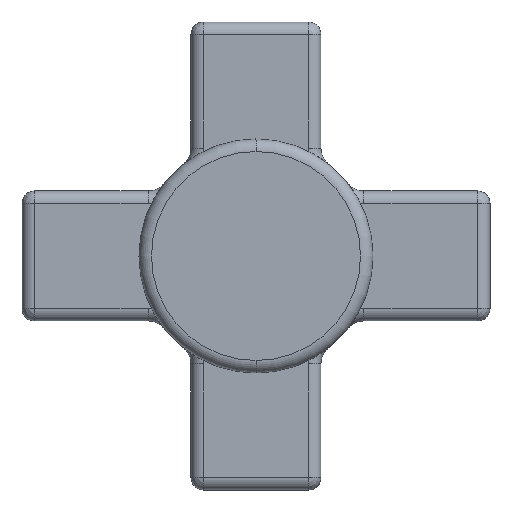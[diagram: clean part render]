
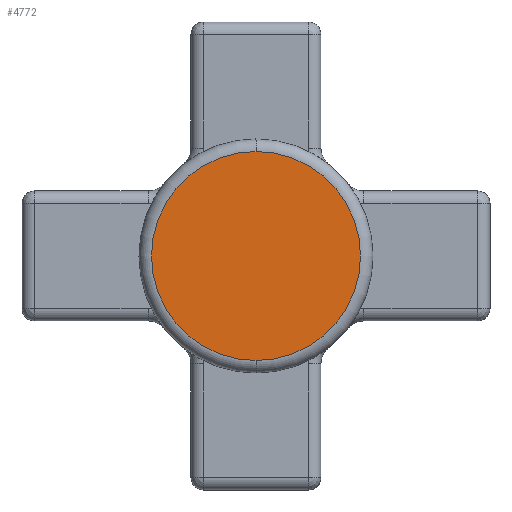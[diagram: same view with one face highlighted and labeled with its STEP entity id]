
A CAD part, front view. The second image highlights one B-rep face of the part: STEP entity #4772.
In plain terms, the highlighted planar face has unit normal (0, -1, 0).
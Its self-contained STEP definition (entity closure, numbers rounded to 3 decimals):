
#4739=CARTESIAN_POINT('POINT199',(-0.251,-0.625,0.));
#4740=VERTEX_POINT('VERTEX199',#4739);
#4741=CARTESIAN_POINT('POINT200',(0.,-0.625,
   0.251));
#4742=VERTEX_POINT('VERTEX200',#4741);
#4743=CARTESIAN_POINT('POS266',(0.,-0.625,0.));
#4744=DIRECTION('DIR449',(0.,1.,0.));
#4745=DIRECTION('DIR450',(0.,0.,1.));
#4746=AXIS2_PLACEMENT_3D('AXIS184',#4743,#4744,#4745);
#4747=CIRCLE('ELLIPSE109',#4746,0.251);
#4748=EDGE_CURVE('EDGE305',#4740,#4742,#4747,.T.);
#4749=ORIENTED_EDGE('COEDGE485',*,*,#4748,.F.);
#4750=CARTESIAN_POINT('POINT201',(0.,-0.625,
   -0.251));
#4751=VERTEX_POINT('VERTEX201',#4750);
#4752=CARTESIAN_POINT('POS267',(0.,-0.625,0.));
#4753=DIRECTION('DIR451',(0.,1.,0.));
#4754=DIRECTION('DIR452',(0.,0.,1.));
#4755=AXIS2_PLACEMENT_3D('AXIS185',#4752,#4753,#4754);
#4756=CIRCLE('ELLIPSE110',#4755,0.251);
#4757=EDGE_CURVE('EDGE306',#4751,#4740,#4756,.T.);
#4758=ORIENTED_EDGE('COEDGE486',*,*,#4757,.F.);
#4759=CARTESIAN_POINT('POINT202',(0.251,-0.625,
   0.));
#4760=VERTEX_POINT('VERTEX202',#4759);
#4761=EDGE_CURVE('EDGE307',#4760,#4751,#4756,.T.);
#4762=ORIENTED_EDGE('COEDGE487',*,*,#4761,.F.);
#4763=EDGE_CURVE('EDGE308',#4742,#4760,#4747,.T.);
#4764=ORIENTED_EDGE('COEDGE488',*,*,#4763,.F.);
#4765=EDGE_LOOP('NONE',(#4749,#4758,#4762,#4764));
#4766=FACE_BOUND('LOOP1',#4765,.T.);
#4767=CARTESIAN_POINT('POS268',(0.,-0.625,0.));
#4768=DIRECTION('DIR453',(0.,1.,0.));
#4769=DIRECTION('DIR454',(1.,0.,0.));
#4770=AXIS2_PLACEMENT_3D('AXIS186',#4767,#4768,#4769);
#4771=PLANE('PLANE15',#4770);
#4772=ADVANCED_FACE('FACE108',(#4766),#4771,.F.);
